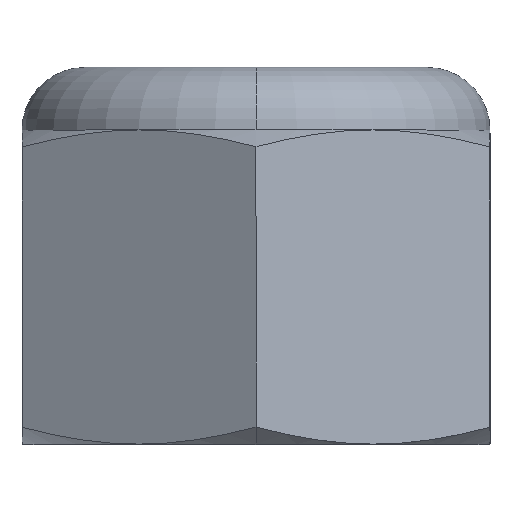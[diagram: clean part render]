
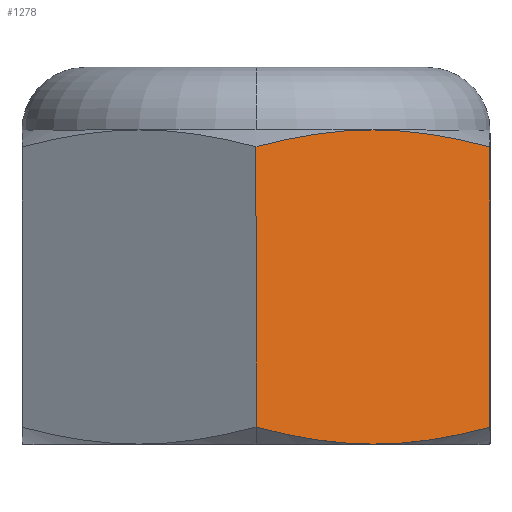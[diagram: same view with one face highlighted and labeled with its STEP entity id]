
A CAD part, top view. The second image highlights one B-rep face of the part: STEP entity #1278.
In plain terms, the highlighted planar face has unit normal (0.5, 0, 0.866).
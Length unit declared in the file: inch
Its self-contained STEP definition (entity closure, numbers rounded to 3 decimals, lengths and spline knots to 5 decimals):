
#55 = CARTESIAN_POINT ( 'NONE',  ( 0.16426, 0.3776, 0.22993 ) ) ;
#68 = CARTESIAN_POINT ( 'NONE',  ( 0., 0.02029, 0.32476 ) ) ;
#171 = DIRECTION ( 'NONE',  ( 0., -1., 0. ) ) ;
#174 = B_SPLINE_CURVE_WITH_KNOTS ( 'NONE', 3,
 ( #1978, #1276, #1058, #2689, #1033, #2922 ),
 .UNSPECIFIED., .F., .F.,
 ( 4, 2, 4 ),
 ( 0.00415, 0.00621, 0.00826 ),
 .UNSPECIFIED. ) ;
#186 = EDGE_CURVE ( 'NONE', #1529, #1181, #2002, .T. ) ;
#203 = CARTESIAN_POINT ( 'NONE',  ( 0.28125, 0.35732, 0.16238 ) ) ;
#240 = CARTESIAN_POINT ( 'NONE',  ( 0.14063, 0.3776, 0.24357 ) ) ;
#275 = EDGE_CURVE ( 'NONE', #1824, #2077, #1955, .T. ) ;
#285 = VERTEX_POINT ( 'NONE', #1958 ) ;
#301 = CARTESIAN_POINT ( 'NONE',  ( 0.14063, 0., 0.24357 ) ) ;
#336 = DIRECTION ( 'NONE',  ( 0., -1., 0. ) ) ;
#535 = ORIENTED_EDGE ( 'NONE', *, *, #2148, .T. ) ;
#558 = AXIS2_PLACEMENT_3D ( 'NONE', #1839, #1373, #2074 ) ;
#671 = EDGE_CURVE ( 'NONE', #1255, #285, #714, .T. ) ;
#712 = CARTESIAN_POINT ( 'NONE',  ( 0.25798, 0.36358, 0.17582 ) ) ;
#714 = LINE ( 'NONE', #1573, #2269 ) ;
#763 = CARTESIAN_POINT ( 'NONE',  ( 0.04661, 0.00891, 0.29785 ) ) ;
#778 = ORIENTED_EDGE ( 'NONE', *, *, #186, .T. ) ;
#871 = ORIENTED_EDGE ( 'NONE', *, *, #2780, .T. ) ;
#925 = CARTESIAN_POINT ( 'NONE',  ( 0., 0.02029, 0.32476 ) ) ;
#940 = CARTESIAN_POINT ( 'NONE',  ( 0.28125, 0.35732, 0.16238 ) ) ;
#1020 = FACE_OUTER_BOUND ( 'NONE', #2333, .T. ) ;
#1022 = CARTESIAN_POINT ( 'NONE',  ( 0.11699, 0., 0.25721 ) ) ;
#1033 = CARTESIAN_POINT ( 'NONE',  ( 0.2581, 0.01406, 0.17575 ) ) ;
#1058 = CARTESIAN_POINT ( 'NONE',  ( 0.18762, 0.00186, 0.21644 ) ) ;
#1074 = CARTESIAN_POINT ( 'NONE',  ( 0.1172, 0.3776, 0.25709 ) ) ;
#1181 = VERTEX_POINT ( 'NONE', #1623 ) ;
#1254 = CARTESIAN_POINT ( 'NONE',  ( 0.14063, 0.3776, 0.24357 ) ) ;
#1255 = VERTEX_POINT ( 'NONE', #203 ) ;
#1276 = CARTESIAN_POINT ( 'NONE',  ( 0.16405, 0., 0.23005 ) ) ;
#1277 = ORIENTED_EDGE ( 'NONE', *, *, #671, .F. ) ;
#1278 = ADVANCED_FACE ( 'NONE', ( #1020 ), #2564, .F. ) ;
#1343 = ORIENTED_EDGE ( 'NONE', *, *, #275, .T. ) ;
#1373 = DIRECTION ( 'NONE',  ( -0.5, 0., -0.866 ) ) ;
#1456 = CARTESIAN_POINT ( 'NONE',  ( 0.18778, 0.37572, 0.21635 ) ) ;
#1477 = CARTESIAN_POINT ( 'NONE',  ( 0.09347, 0.00188, 0.27079 ) ) ;
#1529 = VERTEX_POINT ( 'NONE', #1254 ) ;
#1573 = CARTESIAN_POINT ( 'NONE',  ( 0.28125, 0.45313, 0.16238 ) ) ;
#1623 = CARTESIAN_POINT ( 'NONE',  ( 0., 0.35732, 0.32476 ) ) ;
#1650 = VECTOR ( 'NONE', #336, 39.37008 ) ;
#1694 = CARTESIAN_POINT ( 'NONE',  ( 0.02327, 0.01402, 0.31132 ) ) ;
#1794 = CARTESIAN_POINT ( 'NONE',  ( 0.14063, 0.3776, 0.24357 ) ) ;
#1824 = VERTEX_POINT ( 'NONE', #925 ) ;
#1839 = CARTESIAN_POINT ( 'NONE',  ( 0., 0.45313, 0.32476 ) ) ;
#1915 = EDGE_CURVE ( 'NONE', #1255, #1529, #2383, .T. ) ;
#1955 = B_SPLINE_CURVE_WITH_KNOTS ( 'NONE', 3,
 ( #68, #1694, #763, #1477, #1022, #301 ),
 .UNSPECIFIED., .F., .F.,
 ( 4, 2, 4 ),
 ( 0., 0.00207, 0.00415 ),
 .UNSPECIFIED. ) ;
#1958 = CARTESIAN_POINT ( 'NONE',  ( 0.28125, 0.02029, 0.16238 ) ) ;
#1978 = CARTESIAN_POINT ( 'NONE',  ( 0.14063, 0., 0.24357 ) ) ;
#2002 = B_SPLINE_CURVE_WITH_KNOTS ( 'NONE', 3,
 ( #1794, #1074, #2637, #2847, #2394, #2159 ),
 .UNSPECIFIED., .F., .F.,
 ( 4, 2, 4 ),
 ( 0.00415, 0.00621, 0.00826 ),
 .UNSPECIFIED. ) ;
#2074 = DIRECTION ( 'NONE',  ( -0.866, 0., 0.5 ) ) ;
#2077 = VERTEX_POINT ( 'NONE', #2873 ) ;
#2148 = EDGE_CURVE ( 'NONE', #1181, #1824, #2812, .T. ) ;
#2159 = CARTESIAN_POINT ( 'NONE',  ( 0., 0.35732, 0.32476 ) ) ;
#2269 = VECTOR ( 'NONE', #171, 39.37008 ) ;
#2333 = EDGE_LOOP ( 'NONE', ( #1277, #2589, #778, #535, #1343, #871 ) ) ;
#2383 = B_SPLINE_CURVE_WITH_KNOTS ( 'NONE', 3,
 ( #940, #712, #2576, #1456, #55, #240 ),
 .UNSPECIFIED., .F., .F.,
 ( 4, 2, 4 ),
 ( 0., 0.00207, 0.00415 ),
 .UNSPECIFIED. ) ;
#2394 = CARTESIAN_POINT ( 'NONE',  ( 0.02315, 0.36355, 0.31139 ) ) ;
#2564 = PLANE ( 'NONE',  #558 ) ;
#2576 = CARTESIAN_POINT ( 'NONE',  ( 0.23464, 0.3687, 0.18929 ) ) ;
#2589 = ORIENTED_EDGE ( 'NONE', *, *, #1915, .T. ) ;
#2637 = CARTESIAN_POINT ( 'NONE',  ( 0.09363, 0.37574, 0.2707 ) ) ;
#2689 = CARTESIAN_POINT ( 'NONE',  ( 0.23477, 0.00893, 0.18921 ) ) ;
#2780 = EDGE_CURVE ( 'NONE', #2077, #285, #174, .T. ) ;
#2812 = LINE ( 'NONE', #2885, #1650 ) ;
#2847 = CARTESIAN_POINT ( 'NONE',  ( 0.04648, 0.36868, 0.29792 ) ) ;
#2873 = CARTESIAN_POINT ( 'NONE',  ( 0.14063, 0., 0.24357 ) ) ;
#2885 = CARTESIAN_POINT ( 'NONE',  ( 0., 0.45313, 0.32476 ) ) ;
#2922 = CARTESIAN_POINT ( 'NONE',  ( 0.28125, 0.02029, 0.16238 ) ) ;
